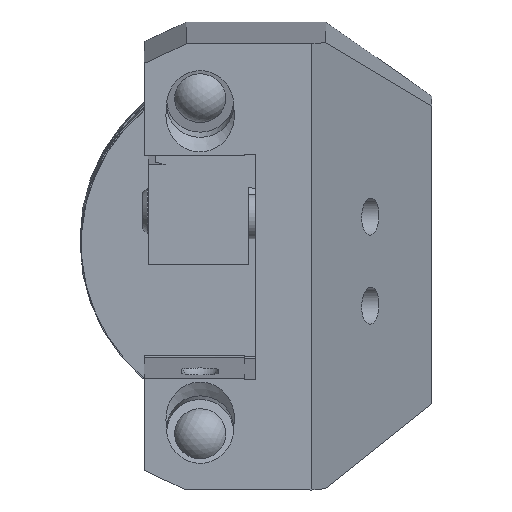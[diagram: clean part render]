
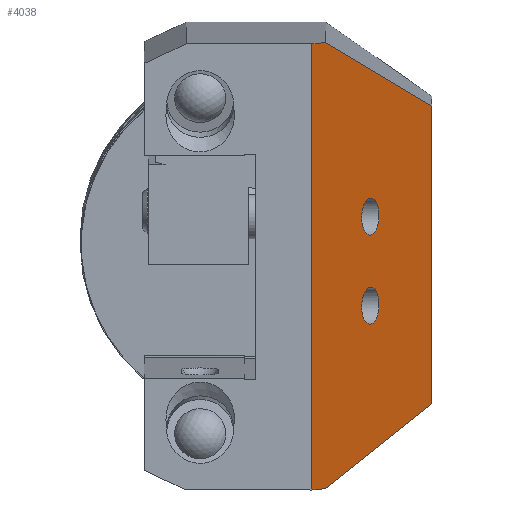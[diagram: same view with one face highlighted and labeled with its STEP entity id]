
A CAD part, left-side view. The second image highlights one B-rep face of the part: STEP entity #4038.
In plain terms, the highlighted planar face has unit normal (-0.422, -0.906, -0.02).
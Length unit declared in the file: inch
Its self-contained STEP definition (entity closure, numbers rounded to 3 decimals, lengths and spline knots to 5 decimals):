
#34=ELLIPSE('',#4345,0.63713,0.36416);
#35=ELLIPSE('',#4355,0.63713,0.36416);
#36=ELLIPSE('',#4371,0.14437,0.13085);
#37=ELLIPSE('',#4373,0.14437,0.13085);
#191=FACE_BOUND('',#778,.T.);
#192=FACE_BOUND('',#779,.T.);
#287=PLANE('',#4429);
#529=FACE_OUTER_BOUND('',#777,.T.);
#777=EDGE_LOOP('',(#3328,#3329,#3330,#3331,#3332,#3333));
#778=EDGE_LOOP('',(#3334,#3335));
#779=EDGE_LOOP('',(#3336,#3337));
#1034=LINE('',#7672,#1296);
#1036=LINE('',#7707,#1298);
#1040=LINE('',#7716,#1302);
#1041=LINE('',#7718,#1303);
#1042=LINE('',#7720,#1304);
#1043=LINE('',#7721,#1305);
#1296=VECTOR('',#5330,0.3937);
#1298=VECTOR('',#5336,0.3937);
#1302=VECTOR('',#5344,0.3937);
#1303=VECTOR('',#5345,0.3937);
#1304=VECTOR('',#5346,0.3937);
#1305=VECTOR('',#5347,0.3937);
#1791=VERTEX_POINT('',#7428);
#1792=VERTEX_POINT('',#7429);
#1799=VERTEX_POINT('',#7448);
#1800=VERTEX_POINT('',#7449);
#1854=VERTEX_POINT('',#7663);
#1857=VERTEX_POINT('',#7670);
#1864=VERTEX_POINT('',#7705);
#1867=VERTEX_POINT('',#7715);
#1868=VERTEX_POINT('',#7717);
#1869=VERTEX_POINT('',#7719);
#2277=EDGE_CURVE('',#1791,#1792,#34,.T.);
#2286=EDGE_CURVE('',#1799,#1800,#35,.T.);
#2302=EDGE_CURVE('',#1792,#1791,#36,.T.);
#2304=EDGE_CURVE('',#1800,#1799,#37,.T.);
#2376=EDGE_CURVE('',#1857,#1854,#1034,.T.);
#2386=EDGE_CURVE('',#1857,#1864,#1036,.T.);
#2390=EDGE_CURVE('',#1867,#1854,#1040,.T.);
#2391=EDGE_CURVE('',#1868,#1864,#1041,.T.);
#2392=EDGE_CURVE('',#1869,#1868,#1042,.T.);
#2393=EDGE_CURVE('',#1867,#1869,#1043,.T.);
#3328=ORIENTED_EDGE('',*,*,#2390,.T.);
#3329=ORIENTED_EDGE('',*,*,#2376,.F.);
#3330=ORIENTED_EDGE('',*,*,#2386,.T.);
#3331=ORIENTED_EDGE('',*,*,#2391,.F.);
#3332=ORIENTED_EDGE('',*,*,#2392,.F.);
#3333=ORIENTED_EDGE('',*,*,#2393,.F.);
#3334=ORIENTED_EDGE('',*,*,#2277,.F.);
#3335=ORIENTED_EDGE('',*,*,#2302,.F.);
#3336=ORIENTED_EDGE('',*,*,#2286,.F.);
#3337=ORIENTED_EDGE('',*,*,#2304,.F.);
#4038=ADVANCED_FACE('',(#529,#191,#192),#287,.F.);
#4345=AXIS2_PLACEMENT_3D('',#7430,#5111,#5112);
#4355=AXIS2_PLACEMENT_3D('',#7450,#5133,#5134);
#4371=AXIS2_PLACEMENT_3D('',#7480,#5171,#5172);
#4373=AXIS2_PLACEMENT_3D('',#7483,#5176,#5177);
#4429=AXIS2_PLACEMENT_3D('',#7714,#5342,#5343);
#5111=DIRECTION('center_axis',(-0.422,-0.906,-0.02));
#5112=DIRECTION('ref_axis',(0.905,-0.423,0.042));
#5133=DIRECTION('center_axis',(-0.422,-0.906,-0.02));
#5134=DIRECTION('ref_axis',(0.905,-0.423,0.042));
#5171=DIRECTION('center_axis',(-0.422,-0.906,-0.02));
#5172=DIRECTION('ref_axis',(-0.905,0.423,-0.042));
#5176=DIRECTION('center_axis',(-0.422,-0.906,-0.02));
#5177=DIRECTION('ref_axis',(-0.905,0.423,-0.042));
#5330=DIRECTION('',(0.046,0.,-0.999));
#5336=DIRECTION('',(-0.881,0.405,0.243));
#5342=DIRECTION('center_axis',(0.422,0.906,0.02));
#5343=DIRECTION('ref_axis',(-0.046,0.,0.999));
#5344=DIRECTION('',(0.855,-0.405,0.324));
#5345=DIRECTION('',(0.905,-0.423,0.042));
#5346=DIRECTION('',(-0.046,0.,0.999));
#5347=DIRECTION('',(-0.905,0.423,-0.042));
#7428=CARTESIAN_POINT('',(-4.41961,-1.58763,0.29475));
#7429=CARTESIAN_POINT('',(-4.4224,-1.58763,0.35498));
#7430=CARTESIAN_POINT('Origin',(-4.99585,-1.31929,0.29819));
#7448=CARTESIAN_POINT('',(-4.3904,-1.58763,-0.33449));
#7449=CARTESIAN_POINT('',(-4.3932,-1.58763,-0.27426));
#7450=CARTESIAN_POINT('Origin',(-4.96664,-1.31929,-0.33106));
#7480=CARTESIAN_POINT('Origin',(-4.5482,-1.52826,0.31896));
#7483=CARTESIAN_POINT('Origin',(-4.51899,-1.52826,-0.31028));
#7663=CARTESIAN_POINT('',(-3.55645,-1.96165,-1.00246));
#7670=CARTESIAN_POINT('',(-3.65392,-1.96165,1.09733));
#7672=CARTESIAN_POINT('',(-3.63054,-1.96165,0.5937));
#7705=CARTESIAN_POINT('',(-5.28064,-1.21361,1.54617));
#7707=CARTESIAN_POINT('',(-2.62974,-2.43261,0.81474));
#7714=CARTESIAN_POINT('Origin',(-3.39434,-2.06007,0.05722));
#7715=CARTESIAN_POINT('',(-5.1346,-1.21361,-1.60005));
#7716=CARTESIAN_POINT('',(-2.56285,-2.43261,-0.62622));
#7717=CARTESIAN_POINT('',(-5.49148,-1.11519,1.53638));
#7718=CARTESIAN_POINT('',(-4.65119,-1.50745,1.57538));
#7719=CARTESIAN_POINT('',(-5.34545,-1.11519,-1.60984));
#7720=CARTESIAN_POINT('',(-5.41847,-1.11519,-0.03673));
#7721=CARTESIAN_POINT('',(-4.31225,-1.5975,-1.56188));
